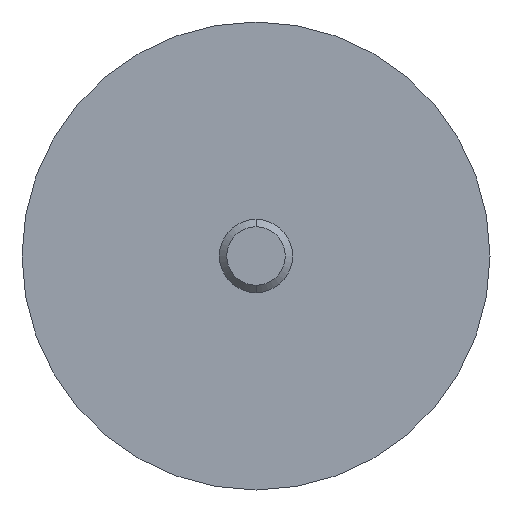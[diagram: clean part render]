
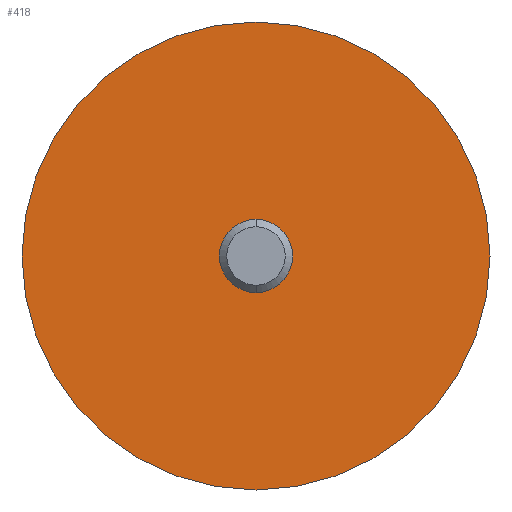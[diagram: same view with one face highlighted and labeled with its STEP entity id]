
A CAD part, front view. The second image highlights one B-rep face of the part: STEP entity #418.
In plain terms, the highlighted planar face has unit normal (0, -1, 0).
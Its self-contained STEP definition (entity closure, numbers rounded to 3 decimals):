
#8 = EDGE_CURVE ( 'NONE', #580, #156, #320, .T. ) ;
#9 = DIRECTION ( 'NONE',  ( -1., 0., 0. ) ) ;
#15 = VERTEX_POINT ( 'NONE', #155 ) ;
#94 = AXIS2_PLACEMENT_3D ( 'NONE', #398, #476, #376 ) ;
#114 = CIRCLE ( 'NONE', #94, 16. ) ;
#124 = AXIS2_PLACEMENT_3D ( 'NONE', #211, #406, #610 ) ;
#138 = AXIS2_PLACEMENT_3D ( 'NONE', #395, #595, #9 ) ;
#155 = CARTESIAN_POINT ( 'NONE',  ( 0., 0., 16. ) ) ;
#156 = VERTEX_POINT ( 'NONE', #624 ) ;
#190 = FACE_BOUND ( 'NONE', #578, .T. ) ;
#192 = ORIENTED_EDGE ( 'NONE', *, *, #197, .F. ) ;
#197 = EDGE_CURVE ( 'NONE', #156, #580, #461, .T. ) ;
#211 = CARTESIAN_POINT ( 'NONE',  ( 0., 0., 0. ) ) ;
#216 = DIRECTION ( 'NONE',  ( 0., -1., 0. ) ) ;
#217 = EDGE_LOOP ( 'NONE', ( #432, #375 ) ) ;
#220 = AXIS2_PLACEMENT_3D ( 'NONE', #615, #216, #514 ) ;
#295 = AXIS2_PLACEMENT_3D ( 'NONE', #492, #383, #329 ) ;
#299 = EDGE_CURVE ( 'NONE', #15, #522, #377, .T. ) ;
#320 = CIRCLE ( 'NONE', #138, 2.5 ) ;
#322 = PLANE ( 'NONE',  #295 ) ;
#329 = DIRECTION ( 'NONE',  ( 0., 0., 1. ) ) ;
#375 = ORIENTED_EDGE ( 'NONE', *, *, #299, .T. ) ;
#376 = DIRECTION ( 'NONE',  ( -1., 0., 0. ) ) ;
#377 = CIRCLE ( 'NONE', #124, 16. ) ;
#383 = DIRECTION ( 'NONE',  ( 0., -1., 0. ) ) ;
#394 = EDGE_CURVE ( 'NONE', #522, #15, #114, .T. ) ;
#395 = CARTESIAN_POINT ( 'NONE',  ( 0., 0., 0. ) ) ;
#398 = CARTESIAN_POINT ( 'NONE',  ( 0., 0., 0. ) ) ;
#406 = DIRECTION ( 'NONE',  ( 0., -1., 0. ) ) ;
#418 = ADVANCED_FACE ( 'NONE', ( #538, #190 ), #322, .T. ) ;
#432 = ORIENTED_EDGE ( 'NONE', *, *, #394, .T. ) ;
#461 = CIRCLE ( 'NONE', #220, 2.5 ) ;
#476 = DIRECTION ( 'NONE',  ( 0., -1., 0. ) ) ;
#492 = CARTESIAN_POINT ( 'NONE',  ( 0., 0., 0. ) ) ;
#512 = CARTESIAN_POINT ( 'NONE',  ( 0., 0., -2.5 ) ) ;
#514 = DIRECTION ( 'NONE',  ( -1., 0., 0. ) ) ;
#522 = VERTEX_POINT ( 'NONE', #604 ) ;
#538 = FACE_OUTER_BOUND ( 'NONE', #217, .T. ) ;
#574 = ORIENTED_EDGE ( 'NONE', *, *, #8, .F. ) ;
#578 = EDGE_LOOP ( 'NONE', ( #192, #574 ) ) ;
#580 = VERTEX_POINT ( 'NONE', #512 ) ;
#595 = DIRECTION ( 'NONE',  ( 0., -1., 0. ) ) ;
#604 = CARTESIAN_POINT ( 'NONE',  ( 0., 0., -16. ) ) ;
#610 = DIRECTION ( 'NONE',  ( -1., 0., 0. ) ) ;
#615 = CARTESIAN_POINT ( 'NONE',  ( 0., 0., 0. ) ) ;
#624 = CARTESIAN_POINT ( 'NONE',  ( 0., 0., 2.5 ) ) ;
